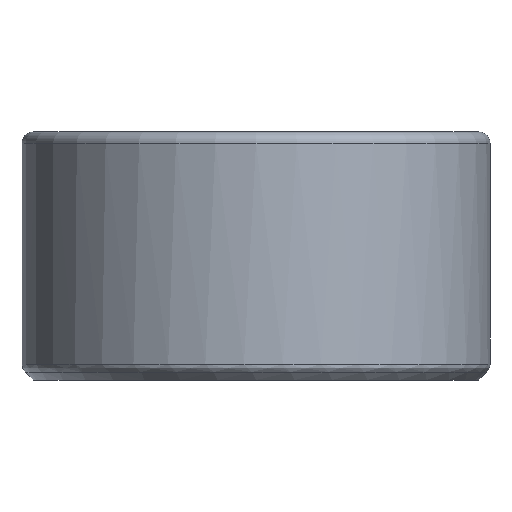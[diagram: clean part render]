
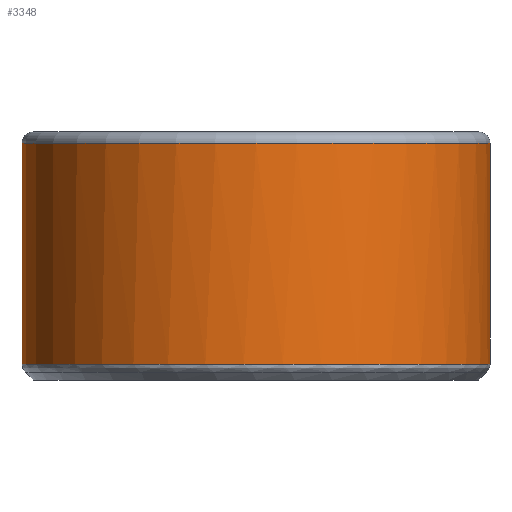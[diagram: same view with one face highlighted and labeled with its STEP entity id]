
A CAD part, front view. The second image highlights one B-rep face of the part: STEP entity #3348.
In plain terms, the highlighted cylindrical face has radius 20.75 mm (diameter 41.5 mm), a full revolution.
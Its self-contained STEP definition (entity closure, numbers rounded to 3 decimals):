
#484 = ( BOUNDED_SURFACE() B_SPLINE_SURFACE(2,14,(
    (#485,#486,#487,#488,#489,#490,#491,#492,#493,#494,#495,#496,#497
      ,#498,#499)
    ,(#500,#501,#502,#503,#504,#505,#506,#507,#508,#509,#510,#511,#512
      ,#513,#514)
    ,(#515,#516,#517,#518,#519,#520,#521,#522,#523,#524,#525,#526,#527
      ,#528,#529
)),.UNSPECIFIED.,.F.,.T.,.F.) B_SPLINE_SURFACE_WITH_KNOTS((3,3),(15,15),
  (0.,130.376),(0.,130.376),
.PIECEWISE_BEZIER_KNOTS.) GEOMETRIC_REPRESENTATION_ITEM() 
RATIONAL_B_SPLINE_SURFACE((
    (1.,1.,1.,1.,1.,1.
      ,1.,1.,1.,1.
      ,1.,1.,1.,1.,1.)
    ,(0.924,0.924,0.924,0.924
      ,0.924,0.924,0.924,0.924
      ,0.924,0.924,0.924,0.924
      ,0.924,0.924,0.924)
    ,(1.,1.,1.,1.,1.,1.
      ,1.,1.,1.,1.
      ,1.,1.,1.,1.,1.
))) REPRESENTATION_ITEM('') SURFACE() );
#485 = CARTESIAN_POINT('',(20.75,0.,1.414));
#486 = CARTESIAN_POINT('',(20.75,9.178,1.414)
  );
#487 = CARTESIAN_POINT('',(16.379,18.551,
    1.414));
#488 = CARTESIAN_POINT('',(7.329,25.677,1.414
    ));
#489 = CARTESIAN_POINT('',(-5.015,28.019,
    1.414));
#490 = CARTESIAN_POINT('',(-17.801,23.382,
    1.414));
#491 = CARTESIAN_POINT('',(-26.379,14.202,
    1.414));
#492 = CARTESIAN_POINT('',(-31.806,0.,
    1.414));
#493 = CARTESIAN_POINT('',(-26.379,-14.202,
    1.414));
#494 = CARTESIAN_POINT('',(-17.801,-23.382,
    1.414));
#495 = CARTESIAN_POINT('',(-5.015,-28.019,
    1.414));
#496 = CARTESIAN_POINT('',(7.329,-25.677,1.414
    ));
#497 = CARTESIAN_POINT('',(16.379,-18.551,
    1.414));
#498 = CARTESIAN_POINT('',(20.75,-9.178,
    1.414));
#499 = CARTESIAN_POINT('',(20.75,0.,1.414));
#500 = CARTESIAN_POINT('',(20.75,0.,1.));
#501 = CARTESIAN_POINT('',(20.75,9.178,1.));
#502 = CARTESIAN_POINT('',(16.379,18.551,1.));
#503 = CARTESIAN_POINT('',(7.329,25.677,1.));
#504 = CARTESIAN_POINT('',(-5.015,28.019,1.
    ));
#505 = CARTESIAN_POINT('',(-17.801,23.382,
    1.));
#506 = CARTESIAN_POINT('',(-26.379,14.202,
    1.));
#507 = CARTESIAN_POINT('',(-31.806,0.,
    1.));
#508 = CARTESIAN_POINT('',(-26.379,-14.202,
    1.));
#509 = CARTESIAN_POINT('',(-17.801,-23.382,
    1.));
#510 = CARTESIAN_POINT('',(-5.015,-28.019,
    1.));
#511 = CARTESIAN_POINT('',(7.329,-25.677,1.));
#512 = CARTESIAN_POINT('',(16.379,-18.551,1.));
#513 = CARTESIAN_POINT('',(20.75,-9.178,1.));
#514 = CARTESIAN_POINT('',(20.75,0.,1.));
#515 = CARTESIAN_POINT('',(20.457,0.,0.707));
#516 = CARTESIAN_POINT('',(20.457,9.048,0.707
    ));
#517 = CARTESIAN_POINT('',(16.148,18.289,
    0.707));
#518 = CARTESIAN_POINT('',(7.225,25.314,0.707
    ));
#519 = CARTESIAN_POINT('',(-4.944,27.624,
    0.707));
#520 = CARTESIAN_POINT('',(-17.55,23.052,
    0.707));
#521 = CARTESIAN_POINT('',(-26.007,14.001,
    0.707));
#522 = CARTESIAN_POINT('',(-31.357,0.,
    0.707));
#523 = CARTESIAN_POINT('',(-26.007,-14.001,
    0.707));
#524 = CARTESIAN_POINT('',(-17.55,-23.052,0.707
    ));
#525 = CARTESIAN_POINT('',(-4.944,-27.624,
    0.707));
#526 = CARTESIAN_POINT('',(7.225,-25.314,0.707)
  );
#527 = CARTESIAN_POINT('',(16.148,-18.289,
    0.707));
#528 = CARTESIAN_POINT('',(20.457,-9.048,
    0.707));
#529 = CARTESIAN_POINT('',(20.457,0.,
    0.707));
#1801 = VERTEX_POINT('',#1802);
#1802 = CARTESIAN_POINT('',(20.75,0.,1.414));
#1823 = EDGE_CURVE('',#1801,#1801,#1824,.T.);
#1824 = SURFACE_CURVE('',#1825,(#1841,#1848),.PCURVE_S1.);
#1825 = ( BOUNDED_CURVE() B_SPLINE_CURVE(14,(#1826,#1827,#1828,#1829,
    #1830,#1831,#1832,#1833,#1834,#1835,#1836,#1837,#1838,#1839,#1840),
.UNSPECIFIED.,.T.,.F.) B_SPLINE_CURVE_WITH_KNOTS((15,15),(
0.,130.376),.PIECEWISE_BEZIER_KNOTS.) CURVE() 
GEOMETRIC_REPRESENTATION_ITEM() RATIONAL_B_SPLINE_CURVE((1.,1.,
    1.,1.,1.,1.,
    1.,1.,1.,1.,
    1.,1.,1.,1.,1.)) 
REPRESENTATION_ITEM('') );
#1826 = CARTESIAN_POINT('',(20.75,0.,1.414));
#1827 = CARTESIAN_POINT('',(20.75,9.178,1.414
    ));
#1828 = CARTESIAN_POINT('',(16.379,18.551,
    1.414));
#1829 = CARTESIAN_POINT('',(7.329,25.677,
    1.414));
#1830 = CARTESIAN_POINT('',(-5.015,28.019,
    1.414));
#1831 = CARTESIAN_POINT('',(-17.801,23.382,
    1.414));
#1832 = CARTESIAN_POINT('',(-26.379,14.202,
    1.414));
#1833 = CARTESIAN_POINT('',(-31.806,0.,
    1.414));
#1834 = CARTESIAN_POINT('',(-26.379,-14.202,
    1.414));
#1835 = CARTESIAN_POINT('',(-17.801,-23.382,
    1.414));
#1836 = CARTESIAN_POINT('',(-5.015,-28.019,
    1.414));
#1837 = CARTESIAN_POINT('',(7.329,-25.677,
    1.414));
#1838 = CARTESIAN_POINT('',(16.379,-18.551,
    1.414));
#1839 = CARTESIAN_POINT('',(20.75,-9.178,
    1.414));
#1840 = CARTESIAN_POINT('',(20.75,0.,1.414));
#1841 = PCURVE('',#484,#1842);
#1842 = DEFINITIONAL_REPRESENTATION('',(#1843),#1847);
#1843 = LINE('',#1844,#1845);
#1844 = CARTESIAN_POINT('',(0.,0.));
#1845 = VECTOR('',#1846,1.);
#1846 = DIRECTION('',(0.,1.));
#1847 = ( GEOMETRIC_REPRESENTATION_CONTEXT(2) 
PARAMETRIC_REPRESENTATION_CONTEXT() REPRESENTATION_CONTEXT('2D SPACE',''
  ) );
#1848 = PCURVE('',#1849,#1854);
#1849 = CYLINDRICAL_SURFACE('',#1850,20.75);
#1850 = AXIS2_PLACEMENT_3D('',#1851,#1852,#1853);
#1851 = CARTESIAN_POINT('',(0.,0.,0.));
#1852 = DIRECTION('',(-0.,-0.,-1.));
#1853 = DIRECTION('',(1.,0.,0.));
#1854 = DEFINITIONAL_REPRESENTATION('',(#1855),#1876);
#1855 = B_SPLINE_CURVE_WITH_KNOTS('',10,(#1856,#1857,#1858,#1859,#1860,
    #1861,#1862,#1863,#1864,#1865,#1866,#1867,#1868,#1869,#1870,#1871,
    #1872,#1873,#1874,#1875),.UNSPECIFIED.,.F.,.F.,(11,9,11),(
    0.,65.188,130.376),.UNSPECIFIED.);
#1856 = CARTESIAN_POINT('',(0.,-1.414));
#1857 = CARTESIAN_POINT('',(-0.31,-1.414));
#1858 = CARTESIAN_POINT('',(-0.624,-1.414));
#1859 = CARTESIAN_POINT('',(-0.94,-1.414));
#1860 = CARTESIAN_POINT('',(-1.256,-1.414));
#1861 = CARTESIAN_POINT('',(-1.57,-1.414));
#1862 = CARTESIAN_POINT('',(-1.885,-1.414));
#1863 = CARTESIAN_POINT('',(-2.199,-1.414));
#1864 = CARTESIAN_POINT('',(-2.513,-1.414));
#1865 = CARTESIAN_POINT('',(-2.827,-1.414));
#1866 = CARTESIAN_POINT('',(-3.456,-1.414));
#1867 = CARTESIAN_POINT('',(-3.77,-1.414));
#1868 = CARTESIAN_POINT('',(-4.084,-1.414));
#1869 = CARTESIAN_POINT('',(-4.398,-1.414));
#1870 = CARTESIAN_POINT('',(-4.713,-1.414));
#1871 = CARTESIAN_POINT('',(-5.027,-1.414));
#1872 = CARTESIAN_POINT('',(-5.343,-1.414));
#1873 = CARTESIAN_POINT('',(-5.659,-1.414));
#1874 = CARTESIAN_POINT('',(-5.974,-1.414));
#1875 = CARTESIAN_POINT('',(-6.283,-1.414));
#1876 = ( GEOMETRIC_REPRESENTATION_CONTEXT(2) 
PARAMETRIC_REPRESENTATION_CONTEXT() REPRESENTATION_CONTEXT('2D SPACE',''
  ) );
#3348 = ADVANCED_FACE('',(#3349),#1849,.T.);
#3349 = FACE_BOUND('',#3350,.F.);
#3350 = EDGE_LOOP('',(#3351,#3374,#3401,#3402));
#3351 = ORIENTED_EDGE('',*,*,#3352,.T.);
#3352 = EDGE_CURVE('',#1801,#3353,#3355,.T.);
#3353 = VERTEX_POINT('',#3354);
#3354 = CARTESIAN_POINT('',(20.75,0.,21.));
#3355 = SEAM_CURVE('',#3356,(#3360,#3367),.PCURVE_S1.);
#3356 = LINE('',#3357,#3358);
#3357 = CARTESIAN_POINT('',(20.75,0.,0.));
#3358 = VECTOR('',#3359,1.);
#3359 = DIRECTION('',(0.,0.,1.));
#3360 = PCURVE('',#1849,#3361);
#3361 = DEFINITIONAL_REPRESENTATION('',(#3362),#3366);
#3362 = LINE('',#3363,#3364);
#3363 = CARTESIAN_POINT('',(-0.,0.));
#3364 = VECTOR('',#3365,1.);
#3365 = DIRECTION('',(-0.,-1.));
#3366 = ( GEOMETRIC_REPRESENTATION_CONTEXT(2) 
PARAMETRIC_REPRESENTATION_CONTEXT() REPRESENTATION_CONTEXT('2D SPACE',''
  ) );
#3367 = PCURVE('',#1849,#3368);
#3368 = DEFINITIONAL_REPRESENTATION('',(#3369),#3373);
#3369 = LINE('',#3370,#3371);
#3370 = CARTESIAN_POINT('',(-6.283,0.));
#3371 = VECTOR('',#3372,1.);
#3372 = DIRECTION('',(-0.,-1.));
#3373 = ( GEOMETRIC_REPRESENTATION_CONTEXT(2) 
PARAMETRIC_REPRESENTATION_CONTEXT() REPRESENTATION_CONTEXT('2D SPACE',''
  ) );
#3374 = ORIENTED_EDGE('',*,*,#3375,.T.);
#3375 = EDGE_CURVE('',#3353,#3353,#3376,.T.);
#3376 = SURFACE_CURVE('',#3377,(#3382,#3389),.PCURVE_S1.);
#3377 = CIRCLE('',#3378,20.75);
#3378 = AXIS2_PLACEMENT_3D('',#3379,#3380,#3381);
#3379 = CARTESIAN_POINT('',(0.,0.,21.));
#3380 = DIRECTION('',(0.,0.,1.));
#3381 = DIRECTION('',(1.,0.,-0.));
#3382 = PCURVE('',#1849,#3383);
#3383 = DEFINITIONAL_REPRESENTATION('',(#3384),#3388);
#3384 = LINE('',#3385,#3386);
#3385 = CARTESIAN_POINT('',(-0.,-21.));
#3386 = VECTOR('',#3387,1.);
#3387 = DIRECTION('',(-1.,0.));
#3388 = ( GEOMETRIC_REPRESENTATION_CONTEXT(2) 
PARAMETRIC_REPRESENTATION_CONTEXT() REPRESENTATION_CONTEXT('2D SPACE',''
  ) );
#3389 = PCURVE('',#3390,#3395);
#3390 = TOROIDAL_SURFACE('',#3391,19.75,1.);
#3391 = AXIS2_PLACEMENT_3D('',#3392,#3393,#3394);
#3392 = CARTESIAN_POINT('',(0.,0.,21.));
#3393 = DIRECTION('',(0.,0.,1.));
#3394 = DIRECTION('',(1.,0.,-0.));
#3395 = DEFINITIONAL_REPRESENTATION('',(#3396),#3400);
#3396 = LINE('',#3397,#3398);
#3397 = CARTESIAN_POINT('',(0.,0.));
#3398 = VECTOR('',#3399,1.);
#3399 = DIRECTION('',(1.,0.));
#3400 = ( GEOMETRIC_REPRESENTATION_CONTEXT(2) 
PARAMETRIC_REPRESENTATION_CONTEXT() REPRESENTATION_CONTEXT('2D SPACE',''
  ) );
#3401 = ORIENTED_EDGE('',*,*,#3352,.F.);
#3402 = ORIENTED_EDGE('',*,*,#1823,.F.);
